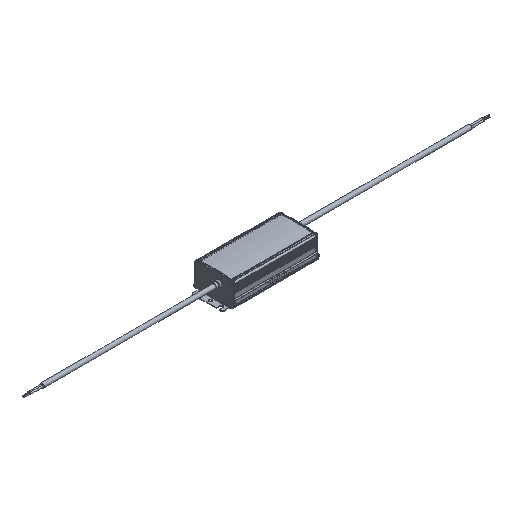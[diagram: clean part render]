
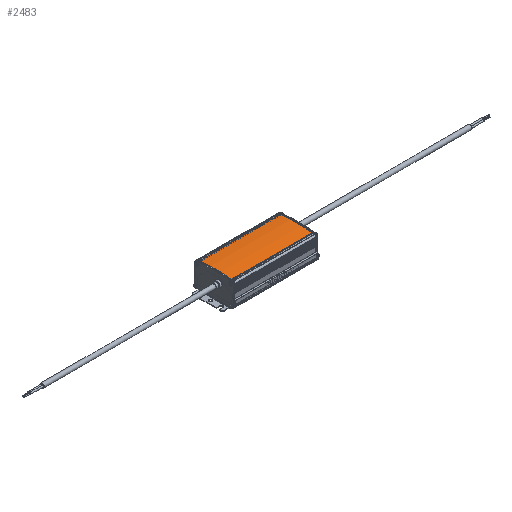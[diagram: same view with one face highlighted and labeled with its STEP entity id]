
A CAD part, isometric view. The second image highlights one B-rep face of the part: STEP entity #2483.
In plain terms, the highlighted cylindrical face has radius 241 mm (diameter 482 mm), a partial arc.
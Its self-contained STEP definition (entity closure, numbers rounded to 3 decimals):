
#2483=ADVANCED_FACE('',(#7770),#7772,.T.);
#7770=FACE_BOUND('',#7771,.T.);
#7771=EDGE_LOOP('',(#13645,#13646,#13647,#13648));
#7772=CYLINDRICAL_SURFACE('',#7773,241.);
#7773=AXIS2_PLACEMENT_3D('',#7774,#7775,#7776);
#7774=CARTESIAN_POINT('',(-64.,0.,-201.2));
#7775=DIRECTION('',(1.,0.,0.));
#7776=DIRECTION('',(0.,0.106,0.994));
#13645=ORIENTED_EDGE('',*,*,#17399,.F.);
#13646=ORIENTED_EDGE('',*,*,#17400,.T.);
#13647=ORIENTED_EDGE('',*,*,#16893,.F.);
#13648=ORIENTED_EDGE('',*,*,#17398,.F.);
#16893=EDGE_CURVE('',#19533,#19535,#19536,.T.);
#17398=EDGE_CURVE('',#20386,#19533,#20388,.T.);
#17399=EDGE_CURVE('',#20389,#20386,#20390,.F.);
#17400=EDGE_CURVE('',#20389,#19535,#20391,.T.);
#19533=VERTEX_POINT('',#23741);
#19535=VERTEX_POINT('',#23746);
#19536=CIRCLE('',#23747,241.);
#20386=VERTEX_POINT('',#25797);
#20388=LINE('',#25802,#25803);
#20389=VERTEX_POINT('',#25805);
#20390=CIRCLE('',#25806,241.);
#20391=LINE('',#25810,#25811);
#23741=CARTESIAN_POINT('',(64.,25.582,38.438));
#23746=CARTESIAN_POINT('',(64.,-25.582,38.438));
#23747=AXIS2_PLACEMENT_3D('',#23748,#23749,#23750);
#23748=CARTESIAN_POINT('',(64.,0.,-201.2));
#23749=DIRECTION('',(1.,0.,0.));
#23750=DIRECTION('',(0.,0.106,0.994));
#25797=CARTESIAN_POINT('',(-64.,25.582,38.438));
#25802=CARTESIAN_POINT('',(-64.,25.582,38.438));
#25803=VECTOR('',#25804,1.);
#25804=DIRECTION('',(1.,0.,0.));
#25805=CARTESIAN_POINT('',(-64.,-25.582,38.438));
#25806=AXIS2_PLACEMENT_3D('',#25807,#25808,#25809);
#25807=CARTESIAN_POINT('',(-64.,0.,-201.2));
#25808=DIRECTION('',(1.,0.,0.));
#25809=DIRECTION('',(0.,0.106,0.994));
#25810=CARTESIAN_POINT('',(-64.,-25.582,38.438));
#25811=VECTOR('',#25812,1.);
#25812=DIRECTION('',(1.,0.,0.));
